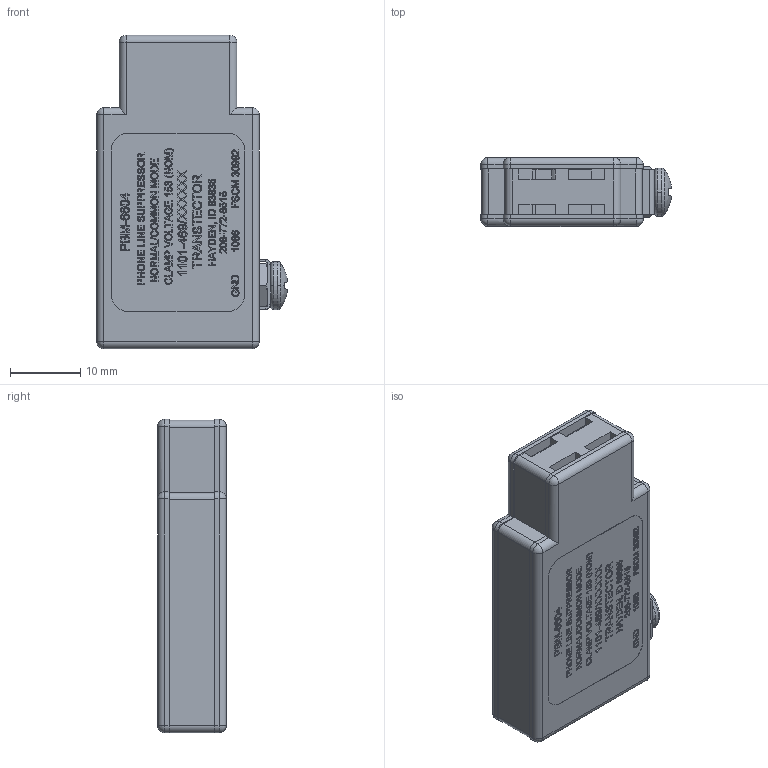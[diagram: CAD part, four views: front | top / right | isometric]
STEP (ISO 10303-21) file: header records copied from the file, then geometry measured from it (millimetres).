
FILE_DESCRIPTION (( 'STEP AP214' ), '1' );
FILE_NAME ('1101-469-E.STEP', '2019-01-24T17:26:15', ( '' ), ( '' ), 'SwSTEP 2.0', 'SolidWorks 2018', '' );
FILE_SCHEMA (( 'AUTOMOTIVE_DESIGN' ));
Length unit declared in the file: inch
Products named in the file (15): 2001-095; 1101-469-E; 2001-100; 3800-153; 2100-037_2100-037; 2003-1086; 2102-006; 2100-037; 2102-006_2102-006
Assembly tree (9 placements, depth 2):
  2001-095
  1101-469-E
    2100-037
    2102-006
  2001-100
  3800-153
  2001-100
Bounding box: 27.12 x 9.78 x 44.6 mm (x, y, z)
Volume: 5236 mm3; surface area: 8854.9 mm2
Topology: 7 solids, 7 shells, 2214 faces, 5876 edges, 3864 vertices
Faces by surface type: plane 1257, bspline 750, cylinder 156, cone 33, sphere 14, torus 4
Entity records: 132365 total; most frequent: CARTESIAN_POINT 61847, ORIENTED_EDGE 11398, DIRECTION 7047, EDGE_CURVE 5699, LINE 3809, VECTOR 3809, VERTEX_POINT 3762, EDGE_LOOP 2345
